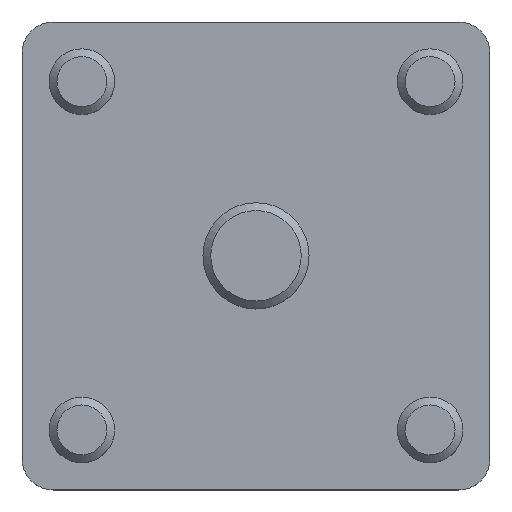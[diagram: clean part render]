
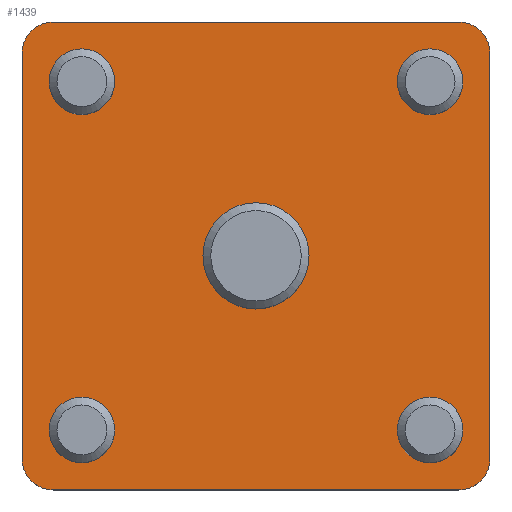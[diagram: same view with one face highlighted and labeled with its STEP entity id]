
A CAD part, top view. The second image highlights one B-rep face of the part: STEP entity #1439.
In plain terms, the highlighted planar face has unit normal (0, 0, 1).
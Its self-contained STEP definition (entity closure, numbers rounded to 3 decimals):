
#115=FACE_BOUND('',#280,.T.);
#116=FACE_BOUND('',#281,.T.);
#117=FACE_BOUND('',#282,.T.);
#118=FACE_BOUND('',#283,.T.);
#119=FACE_BOUND('',#284,.T.);
#137=PLANE('',#1578);
#183=FACE_OUTER_BOUND('',#279,.T.);
#279=EDGE_LOOP('',(#1041,#1042,#1043,#1044,#1045,#1046,#1047,#1048));
#280=EDGE_LOOP('',(#1049));
#281=EDGE_LOOP('',(#1050));
#282=EDGE_LOOP('',(#1051));
#283=EDGE_LOOP('',(#1052));
#284=EDGE_LOOP('',(#1053));
#392=LINE('',#2095,#472);
#396=LINE('',#2107,#476);
#400=LINE('',#2119,#480);
#403=LINE('',#2128,#483);
#472=VECTOR('',#1757,1000.);
#476=VECTOR('',#1769,1000.);
#480=VECTOR('',#1781,1000.);
#483=VECTOR('',#1792,1000.);
#548=CIRCLE('',#1553,2.1);
#549=CIRCLE('',#1555,2.1);
#550=CIRCLE('',#1557,2.1);
#551=CIRCLE('',#1559,2.1);
#552=CIRCLE('',#1561,3.4);
#554=CIRCLE('',#1564,2.);
#556=CIRCLE('',#1568,2.);
#558=CIRCLE('',#1572,2.);
#560=CIRCLE('',#1576,2.);
#625=VERTEX_POINT('',#2062);
#626=VERTEX_POINT('',#2066);
#627=VERTEX_POINT('',#2070);
#628=VERTEX_POINT('',#2074);
#629=VERTEX_POINT('',#2078);
#630=VERTEX_POINT('',#2082);
#633=VERTEX_POINT('',#2087);
#635=VERTEX_POINT('',#2093);
#637=VERTEX_POINT('',#2099);
#639=VERTEX_POINT('',#2105);
#641=VERTEX_POINT('',#2111);
#643=VERTEX_POINT('',#2117);
#645=VERTEX_POINT('',#2123);
#769=EDGE_CURVE('',#625,#625,#548,.T.);
#771=EDGE_CURVE('',#626,#626,#549,.T.);
#773=EDGE_CURVE('',#627,#627,#550,.T.);
#775=EDGE_CURVE('',#628,#628,#551,.T.);
#777=EDGE_CURVE('',#629,#629,#552,.T.);
#782=EDGE_CURVE('',#630,#633,#554,.T.);
#785=EDGE_CURVE('',#633,#635,#392,.T.);
#788=EDGE_CURVE('',#635,#637,#556,.T.);
#791=EDGE_CURVE('',#637,#639,#396,.T.);
#794=EDGE_CURVE('',#639,#641,#558,.T.);
#797=EDGE_CURVE('',#641,#643,#400,.T.);
#800=EDGE_CURVE('',#643,#645,#560,.T.);
#802=EDGE_CURVE('',#645,#630,#403,.T.);
#1041=ORIENTED_EDGE('',*,*,#782,.T.);
#1042=ORIENTED_EDGE('',*,*,#785,.T.);
#1043=ORIENTED_EDGE('',*,*,#788,.T.);
#1044=ORIENTED_EDGE('',*,*,#791,.T.);
#1045=ORIENTED_EDGE('',*,*,#794,.T.);
#1046=ORIENTED_EDGE('',*,*,#797,.T.);
#1047=ORIENTED_EDGE('',*,*,#800,.T.);
#1048=ORIENTED_EDGE('',*,*,#802,.T.);
#1049=ORIENTED_EDGE('',*,*,#769,.F.);
#1050=ORIENTED_EDGE('',*,*,#771,.F.);
#1051=ORIENTED_EDGE('',*,*,#773,.F.);
#1052=ORIENTED_EDGE('',*,*,#775,.F.);
#1053=ORIENTED_EDGE('',*,*,#777,.F.);
#1439=ADVANCED_FACE('',(#183,#115,#116,#117,#118,#119),#137,.T.);
#1553=AXIS2_PLACEMENT_3D('',#2063,#1722,#1723);
#1555=AXIS2_PLACEMENT_3D('',#2067,#1727,#1728);
#1557=AXIS2_PLACEMENT_3D('',#2071,#1732,#1733);
#1559=AXIS2_PLACEMENT_3D('',#2075,#1737,#1738);
#1561=AXIS2_PLACEMENT_3D('',#2079,#1742,#1743);
#1564=AXIS2_PLACEMENT_3D('',#2089,#1751,#1752);
#1568=AXIS2_PLACEMENT_3D('',#2101,#1763,#1764);
#1572=AXIS2_PLACEMENT_3D('',#2113,#1775,#1776);
#1576=AXIS2_PLACEMENT_3D('',#2125,#1787,#1788);
#1578=AXIS2_PLACEMENT_3D('',#2129,#1793,#1794);
#1722=DIRECTION('center_axis',(0.,0.,1.));
#1723=DIRECTION('ref_axis',(1.,0.,0.));
#1727=DIRECTION('center_axis',(0.,0.,1.));
#1728=DIRECTION('ref_axis',(1.,0.,0.));
#1732=DIRECTION('center_axis',(0.,0.,1.));
#1733=DIRECTION('ref_axis',(1.,0.,0.));
#1737=DIRECTION('center_axis',(0.,0.,1.));
#1738=DIRECTION('ref_axis',(1.,0.,0.));
#1742=DIRECTION('center_axis',(0.,0.,1.));
#1743=DIRECTION('ref_axis',(1.,0.,0.));
#1751=DIRECTION('center_axis',(0.,0.,1.));
#1752=DIRECTION('ref_axis',(1.,0.,0.));
#1757=DIRECTION('',(0.,-1.,0.));
#1763=DIRECTION('center_axis',(0.,0.,1.));
#1764=DIRECTION('ref_axis',(1.,0.,0.));
#1769=DIRECTION('',(1.,0.,0.));
#1775=DIRECTION('center_axis',(0.,0.,1.));
#1776=DIRECTION('ref_axis',(1.,0.,0.));
#1781=DIRECTION('',(0.,1.,0.));
#1787=DIRECTION('center_axis',(0.,0.,1.));
#1788=DIRECTION('ref_axis',(1.,0.,0.));
#1792=DIRECTION('',(-1.,0.,0.));
#1793=DIRECTION('center_axis',(0.,0.,1.));
#1794=DIRECTION('ref_axis',(1.,0.,0.));
#2062=CARTESIAN_POINT('',(-9.062,-11.163,3.));
#2063=CARTESIAN_POINT('Origin',(-11.162,-11.163,3.));
#2066=CARTESIAN_POINT('',(13.263,-11.162,3.));
#2067=CARTESIAN_POINT('Origin',(11.163,-11.162,3.));
#2070=CARTESIAN_POINT('',(13.263,11.163,3.));
#2071=CARTESIAN_POINT('Origin',(11.163,11.163,3.));
#2074=CARTESIAN_POINT('',(-9.063,11.163,3.));
#2075=CARTESIAN_POINT('Origin',(-11.163,11.163,3.));
#2078=CARTESIAN_POINT('',(3.4,0.,3.));
#2079=CARTESIAN_POINT('Origin',(0.,0.,3.));
#2082=CARTESIAN_POINT('',(-13.,15.,3.));
#2087=CARTESIAN_POINT('',(-15.,13.,3.));
#2089=CARTESIAN_POINT('Origin',(-13.,13.,3.));
#2093=CARTESIAN_POINT('',(-15.,-13.,3.));
#2095=CARTESIAN_POINT('',(-15.,13.,3.));
#2099=CARTESIAN_POINT('',(-13.,-15.,3.));
#2101=CARTESIAN_POINT('Origin',(-13.,-13.,3.));
#2105=CARTESIAN_POINT('',(13.,-15.,3.));
#2107=CARTESIAN_POINT('',(-13.,-15.,3.));
#2111=CARTESIAN_POINT('',(15.,-13.,3.));
#2113=CARTESIAN_POINT('Origin',(13.,-13.,3.));
#2117=CARTESIAN_POINT('',(15.,13.,3.));
#2119=CARTESIAN_POINT('',(15.,-13.,3.));
#2123=CARTESIAN_POINT('',(13.,15.,3.));
#2125=CARTESIAN_POINT('Origin',(13.,13.,3.));
#2128=CARTESIAN_POINT('',(13.,15.,3.));
#2129=CARTESIAN_POINT('Origin',(-13.,13.,3.));
